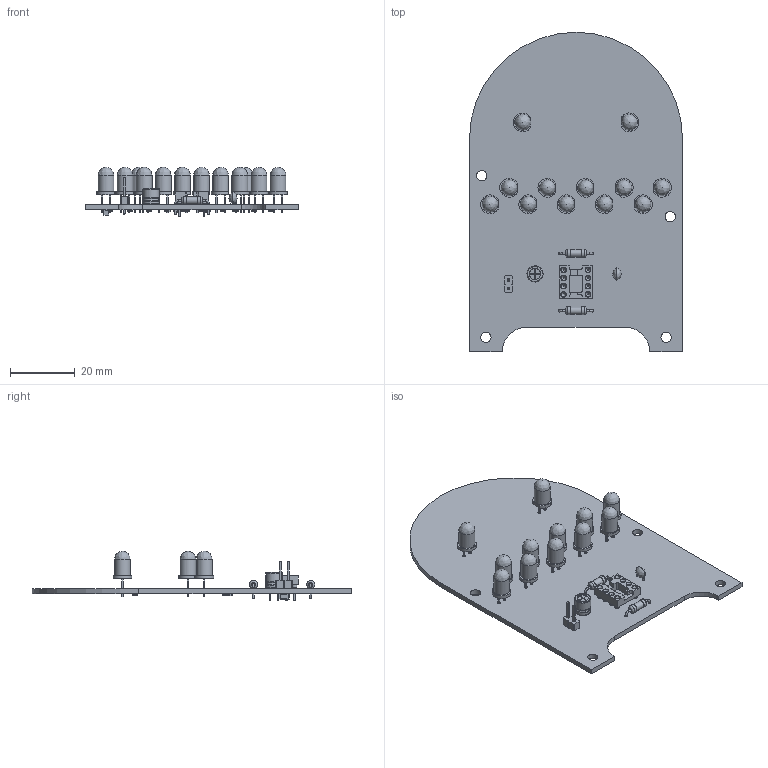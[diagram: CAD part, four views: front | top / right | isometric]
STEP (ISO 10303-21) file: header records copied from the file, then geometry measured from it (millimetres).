
FILE_DESCRIPTION(('KiCad electronic assembly'),'2;1');
FILE_NAME('tht.step','2019-10-04T18:02:29',('An Author'),('A Company'), 'Open CASCADE STEP processor 6.9','KiCad to STEP converter','Unknown' );
FILE_SCHEMA(('AUTOMOTIVE_DESIGN { 1 0 10303 214 1 1 1 1 }'));
Length unit declared in the file: millimetre
Products named in the file (18): Open CASCADE STEP translator 6.9 1; C_1206_3216Metric; SOLID; R_1206_3216Metric; DIP-8_W7.62mm_Socket; R_Axial_DIN0207_L6.3mm_D2.5mm_P10.16mm_Horizontal; PinHeader_1x02_P2.54mm_Vertical; LED_D5.0mm; C_Disc_D3.8mm_W2.6mm_P2.50mm; CP_Radial_D5.0mm_P2.50mm; COMPOUND
Assembly tree (40 placements, depth 3):
  Open CASCADE STEP translator 6.9 1
    C_1206_3216Metric
      SOLID
    R_1206_3216Metric  x12
      SOLID
    DIP-8_W7.62mm_Socket
      SOLID
    R_Axial_DIN0207_L6.3mm_D2.5mm_P10.16mm_Horizontal  x2
      SOLID
    PinHeader_1x02_P2.54mm_Vertical
      SOLID
    LED_D5.0mm  x12
      SOLID
    C_Disc_D3.8mm_W2.6mm_P2.50mm
      SOLID
    CP_Radial_D5.0mm_P2.50mm
      SOLID
    COMPOUND
Bounding box: 66.04 x 99.06 x 15.38 mm (x, y, z)
Volume: 11453.3 mm3; surface area: 15454.7 mm2
Topology: 32 solids, 33 shells, 861 faces, 2031 edges, 1313 vertices
Faces by surface type: bspline 805, cylinder 49, plane 7
Full cylindrical faces by diameter (mm): 0.8 x16, 0.9 x24, 1 x2, 3.2 x4
Entity records: 28192 total; most frequent: CARTESIAN_POINT 12763, ORIENTED_EDGE 1736, PCURVE 1736, DEFINITIONAL_REPRESENTATION 1736, B_SPLINE_CURVE_WITH_KNOTS 1704, EDGE_CURVE 868, DIRECTION 778, SURFACE_CURVE 747
